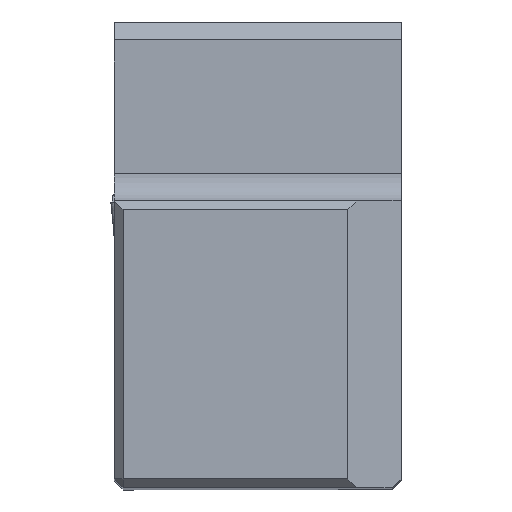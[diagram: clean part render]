
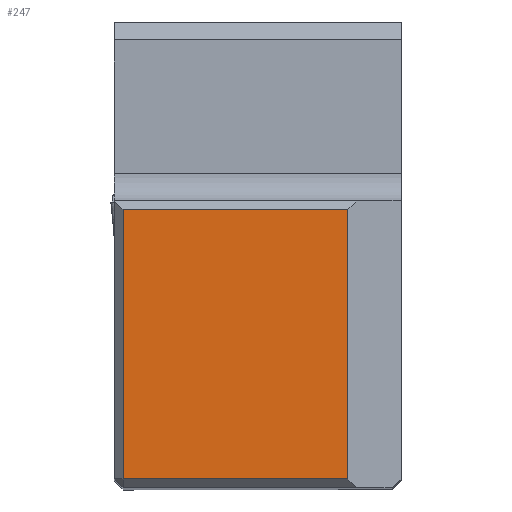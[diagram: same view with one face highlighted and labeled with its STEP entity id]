
A CAD part, top view. The second image highlights one B-rep face of the part: STEP entity #247.
In plain terms, the highlighted planar face has unit normal (0, 0, 1).
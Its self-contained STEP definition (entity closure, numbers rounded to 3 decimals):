
#247=ADVANCED_FACE('SHANK_FACE_BACK',(#403),#349,.T.);
#349=PLANE('',#1989);
#403=FACE_OUTER_BOUND('',#507,.T.);
#507=EDGE_LOOP('',(#720,#721,#722,#723));
#720=ORIENTED_EDGE('',*,*,#1405,.F.);
#721=ORIENTED_EDGE('',*,*,#1406,.T.);
#722=ORIENTED_EDGE('',*,*,#1407,.T.);
#723=ORIENTED_EDGE('',*,*,#1408,.T.);
#1223=VERTEX_POINT('',#2696);
#1224=VERTEX_POINT('',#2697);
#1225=VERTEX_POINT('',#2699);
#1226=VERTEX_POINT('',#2701);
#1405=EDGE_CURVE('',#1223,#1224,#1660,.T.);
#1406=EDGE_CURVE('',#1223,#1225,#1661,.T.);
#1407=EDGE_CURVE('',#1225,#1226,#1662,.T.);
#1408=EDGE_CURVE('',#1226,#1224,#1663,.T.);
#1660=LINE('',#2695,#1806);
#1661=LINE('',#2698,#1807);
#1662=LINE('',#2700,#1808);
#1663=LINE('',#2702,#1809);
#1806=VECTOR('',#2200,1.);
#1807=VECTOR('',#2201,1.);
#1808=VECTOR('',#2202,1.);
#1809=VECTOR('',#2203,1.);
#1989=AXIS2_PLACEMENT_3D('',#2703,#2204,#2205);
#2200=DIRECTION('',(0.,-1.,0.));
#2201=DIRECTION('',(-1.,0.,0.));
#2202=DIRECTION('',(0.,-1.,0.));
#2203=DIRECTION('',(1.,0.,0.));
#2204=DIRECTION('',(0.,0.,1.));
#2205=DIRECTION('',(1.,0.,0.));
#2695=CARTESIAN_POINT('',(-2.974,7.988,0.));
#2696=CARTESIAN_POINT('',(-2.974,15.475,0.));
#2697=CARTESIAN_POINT('',(-2.974,0.5,0.));
#2698=CARTESIAN_POINT('',(-7.988,15.475,0.));
#2699=CARTESIAN_POINT('',(-15.475,15.475,0.));
#2700=CARTESIAN_POINT('',(-15.475,0.,0.));
#2701=CARTESIAN_POINT('',(-15.475,0.5,0.));
#2702=CARTESIAN_POINT('',(-7.988,0.5,0.));
#2703=CARTESIAN_POINT('',(-7.988,7.988,0.));
